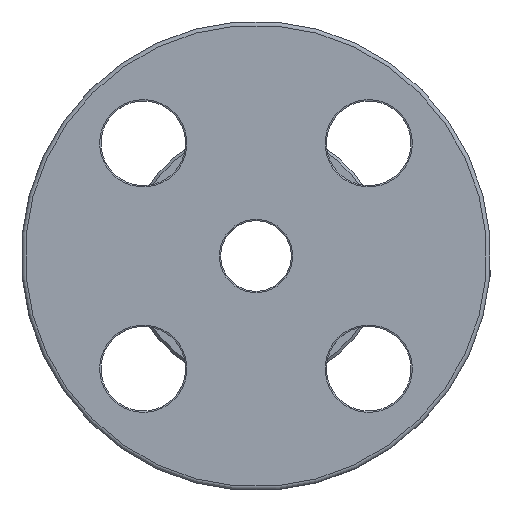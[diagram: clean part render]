
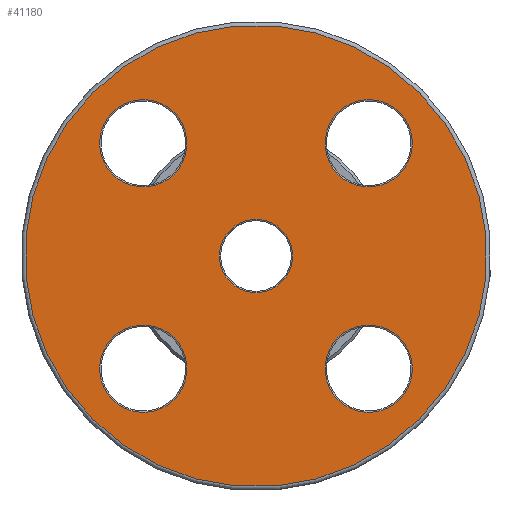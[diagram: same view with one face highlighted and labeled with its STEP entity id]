
A CAD part, front view. The second image highlights one B-rep face of the part: STEP entity #41180.
In plain terms, the highlighted planar face has unit normal (0, -1, 0).
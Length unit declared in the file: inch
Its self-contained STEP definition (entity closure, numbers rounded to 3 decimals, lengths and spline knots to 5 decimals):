
#41074=CARTESIAN_POINT('',(-1.21622,-2.,1.21622));
#41075=VERTEX_POINT('',#41074);
#41076=CARTESIAN_POINT('',(0.,-2.0,0.));
#41077=DIRECTION('',(0.,1.0,0.));
#41078=DIRECTION('',(0.707,0.,-0.707));
#41079=AXIS2_PLACEMENT_3D('',#41076,#41077,#41078);
#41080=CIRCLE('',#41079,1.72);
#41081=EDGE_CURVE('',#41075,#41075,#41080,.T.);
#41117=CARTESIAN_POINT('',(-0.7117,-2.0,0.7117));
#41118=DIRECTION('',(0.0,-1.0,0.0));
#41119=DIRECTION('',(0.707,0.0,0.707));
#41120=AXIS2_PLACEMENT_3D('',#41117,#41118,#41119);
#41121=PLANE('',#41120);
#41122=ORIENTED_EDGE('',*,*,#41081,.F.);
#41123=EDGE_LOOP('',(#41122));
#41124=FACE_OUTER_BOUND('',#41123,.T.);
#41125=CARTESIAN_POINT('',(0.60988,-2.,1.0695));
#41126=VERTEX_POINT('',#41125);
#41127=CARTESIAN_POINT('',(0.83969,-2.,0.83969));
#41128=DIRECTION('',(0.,-1.0,0.));
#41129=DIRECTION('',(0.707,0.,-0.707));
#41130=AXIS2_PLACEMENT_3D('',#41127,#41128,#41129);
#41131=CIRCLE('',#41130,0.325);
#41132=EDGE_CURVE('',#41126,#41126,#41131,.T.);
#41133=ORIENTED_EDGE('',*,*,#41132,.F.);
#41134=EDGE_LOOP('',(#41133));
#41135=FACE_BOUND('',#41134,.T.);
#41136=CARTESIAN_POINT('',(1.0695,-2.0,-0.60988));
#41137=VERTEX_POINT('',#41136);
#41138=CARTESIAN_POINT('',(0.83969,-2.,-0.83969));
#41139=DIRECTION('',(0.,-1.0,0.));
#41140=DIRECTION('',(-0.707,0.,-0.707));
#41141=AXIS2_PLACEMENT_3D('',#41138,#41139,#41140);
#41142=CIRCLE('',#41141,0.325);
#41143=EDGE_CURVE('',#41137,#41137,#41142,.T.);
#41144=ORIENTED_EDGE('',*,*,#41143,.F.);
#41145=EDGE_LOOP('',(#41144));
#41146=FACE_BOUND('',#41145,.T.);
#41147=CARTESIAN_POINT('',(-0.60988,-2.,-1.0695));
#41148=VERTEX_POINT('',#41147);
#41149=CARTESIAN_POINT('',(-0.83969,-2.,-0.83969));
#41150=DIRECTION('',(0.,-1.0,0.));
#41151=DIRECTION('',(-0.707,0.,0.707));
#41152=AXIS2_PLACEMENT_3D('',#41149,#41150,#41151);
#41153=CIRCLE('',#41152,0.325);
#41154=EDGE_CURVE('',#41148,#41148,#41153,.T.);
#41155=ORIENTED_EDGE('',*,*,#41154,.F.);
#41156=EDGE_LOOP('',(#41155));
#41157=FACE_BOUND('',#41156,.T.);
#41158=CARTESIAN_POINT('',(-0.19304,-2.0,0.19304));
#41159=VERTEX_POINT('',#41158);
#41160=CARTESIAN_POINT('',(0.,-2.0,0.));
#41161=DIRECTION('',(0.,-1.0,0.));
#41162=DIRECTION('',(0.707,0.,-0.707));
#41163=AXIS2_PLACEMENT_3D('',#41160,#41161,#41162);
#41164=CIRCLE('',#41163,0.273);
#41165=EDGE_CURVE('',#41159,#41159,#41164,.T.);
#41166=ORIENTED_EDGE('',*,*,#41165,.F.);
#41167=EDGE_LOOP('',(#41166));
#41168=FACE_BOUND('',#41167,.T.);
#41169=CARTESIAN_POINT('',(-1.0695,-2.0,0.60988));
#41170=VERTEX_POINT('',#41169);
#41171=CARTESIAN_POINT('',(-0.83969,-2.,0.83969));
#41172=DIRECTION('',(0.,-1.0,0.));
#41173=DIRECTION('',(0.707,0.,0.707));
#41174=AXIS2_PLACEMENT_3D('',#41171,#41172,#41173);
#41175=CIRCLE('',#41174,0.325);
#41176=EDGE_CURVE('',#41170,#41170,#41175,.T.);
#41177=ORIENTED_EDGE('',*,*,#41176,.F.);
#41178=EDGE_LOOP('',(#41177));
#41179=FACE_BOUND('',#41178,.T.);
#41180=ADVANCED_FACE('',(#41124,#41135,#41146,#41157,#41168,#41179),#41121,.T.);
